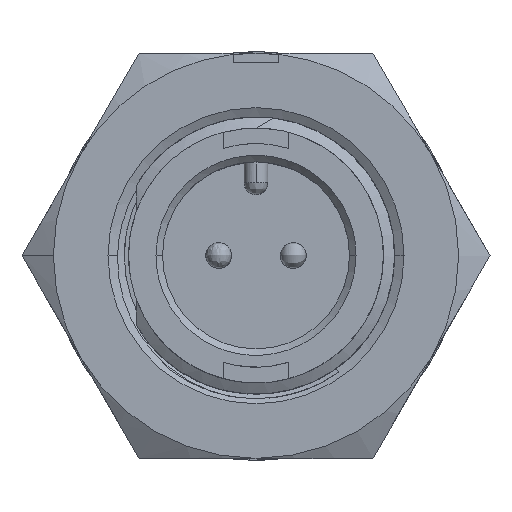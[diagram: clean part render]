
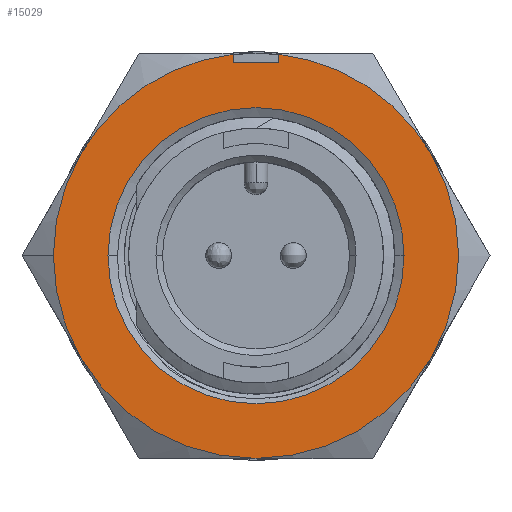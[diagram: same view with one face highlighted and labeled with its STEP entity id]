
A CAD part, top view. The second image highlights one B-rep face of the part: STEP entity #15029.
In plain terms, the highlighted planar face has unit normal (0, 0, 1).
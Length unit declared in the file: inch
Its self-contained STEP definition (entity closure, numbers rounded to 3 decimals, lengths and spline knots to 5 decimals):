
#798 = DIRECTION ( 'NONE',  ( -1., 0., 0. ) ) ;
#799 = DIRECTION ( 'NONE',  ( 0., 0., -1. ) ) ;
#800 = CARTESIAN_POINT ( 'NONE',  ( 0., -0.62, -0.31725 ) ) ;
#801 = PLANE ( 'NONE',  #13643 ) ;
#1718 = DIRECTION ( 'NONE',  ( 0., 0., -1. ) ) ;
#1722 = DIRECTION ( 'NONE',  ( -1., 0., 0. ) ) ;
#1723 = CARTESIAN_POINT ( 'NONE',  ( 0., 0., -0.31725 ) ) ;
#1821 = CARTESIAN_POINT ( 'NONE',  ( 0., -0.31, -0.31725 ) ) ;
#1825 = CARTESIAN_POINT ( 'NONE',  ( -0.035, 0.30802, -0.31725 ) ) ;
#1840 = CARTESIAN_POINT ( 'NONE',  ( 0.26847, -0.155, -0.31725 ) ) ;
#1843 = CARTESIAN_POINT ( 'NONE',  ( -0.2265, 0., -0.31725 ) ) ;
#1887 = CARTESIAN_POINT ( 'NONE',  ( 0.035, 0.295, -0.31725 ) ) ;
#1889 = CARTESIAN_POINT ( 'NONE',  ( -0.035, 0.295, -0.31725 ) ) ;
#1900 = CARTESIAN_POINT ( 'NONE',  ( 0.035, 0.30802, -0.31725 ) ) ;
#1914 = CARTESIAN_POINT ( 'NONE',  ( -0.26847, 0.155, -0.31725 ) ) ;
#1916 = CARTESIAN_POINT ( 'NONE',  ( -0.31, 0., -0.31725 ) ) ;
#1920 = CARTESIAN_POINT ( 'NONE',  ( 0.26847, 0.155, -0.31725 ) ) ;
#1929 = CARTESIAN_POINT ( 'NONE',  ( -0.26847, -0.155, -0.31725 ) ) ;
#1937 = CARTESIAN_POINT ( 'NONE',  ( 0.2265, 0., -0.31725 ) ) ;
#3157 = ORIENTED_EDGE ( 'NONE', *, *, #15146, .T. ) ;
#3186 = ORIENTED_EDGE ( 'NONE', *, *, #15154, .T. ) ;
#3189 = ORIENTED_EDGE ( 'NONE', *, *, #15152, .T. ) ;
#3195 = ORIENTED_EDGE ( 'NONE', *, *, #15138, .F. ) ;
#3197 = ORIENTED_EDGE ( 'NONE', *, *, #15132, .F. ) ;
#3201 = ORIENTED_EDGE ( 'NONE', *, *, #15151, .F. ) ;
#3206 = ORIENTED_EDGE ( 'NONE', *, *, #15149, .F. ) ;
#3235 = ORIENTED_EDGE ( 'NONE', *, *, #15148, .F. ) ;
#3238 = ORIENTED_EDGE ( 'NONE', *, *, #15147, .F. ) ;
#3240 = ORIENTED_EDGE ( 'NONE', *, *, #15144, .F. ) ;
#3241 = ORIENTED_EDGE ( 'NONE', *, *, #15150, .F. ) ;
#3245 = ORIENTED_EDGE ( 'NONE', *, *, #15016, .F. ) ;
#3581 = EDGE_LOOP ( 'NONE', ( #3197, #3195 ) ) ;
#3582 = EDGE_LOOP ( 'NONE', ( #3157, #3240, #3238, #3245, #3235, #3206, #3241, #3201, #3189, #3186 ) ) ;
#3634 = FACE_OUTER_BOUND ( 'NONE', #3582, .T. ) ;
#3635 = FACE_BOUND ( 'NONE', #3581, .T. ) ;
#3730 = LINE ( 'NONE', #14058, #13552 ) ;
#3731 = LINE ( 'NONE', #14041, #13622 ) ;
#3733 = LINE ( 'NONE', #14037, #13612 ) ;
#9362 = VERTEX_POINT ( 'NONE', #1821 ) ;
#9366 = VERTEX_POINT ( 'NONE', #1825 ) ;
#9413 = VERTEX_POINT ( 'NONE', #1840 ) ;
#9417 = VERTEX_POINT ( 'NONE', #1843 ) ;
#9428 = VERTEX_POINT ( 'NONE', #1887 ) ;
#9430 = VERTEX_POINT ( 'NONE', #1889 ) ;
#9443 = VERTEX_POINT ( 'NONE', #1900 ) ;
#9468 = VERTEX_POINT ( 'NONE', #1914 ) ;
#9470 = VERTEX_POINT ( 'NONE', #1916 ) ;
#9489 = VERTEX_POINT ( 'NONE', #1920 ) ;
#9591 = VERTEX_POINT ( 'NONE', #1929 ) ;
#9680 = VERTEX_POINT ( 'NONE', #1937 ) ;
#13552 = VECTOR ( 'NONE', #14057, 39.37008 ) ;
#13553 = CIRCLE ( 'NONE', #13628, 0.31 ) ;
#13604 = CIRCLE ( 'NONE', #13630, 0.31 ) ;
#13605 = CIRCLE ( 'NONE', #13611, 0.31 ) ;
#13607 = AXIS2_PLACEMENT_3D ( 'NONE', #14047, #14046, #14045 ) ;
#13609 = CIRCLE ( 'NONE', #13620, 0.31 ) ;
#13611 = AXIS2_PLACEMENT_3D ( 'NONE', #14050, #14049, #14048 ) ;
#13612 = VECTOR ( 'NONE', #14036, 39.37008 ) ;
#13616 = CIRCLE ( 'NONE', #13607, 0.31 ) ;
#13620 = AXIS2_PLACEMENT_3D ( 'NONE', #14044, #14043, #14042 ) ;
#13622 = VECTOR ( 'NONE', #14040, 39.37008 ) ;
#13624 = AXIS2_PLACEMENT_3D ( 'NONE', #14053, #14052, #14051 ) ;
#13626 = CIRCLE ( 'NONE', #13624, 0.31 ) ;
#13628 = AXIS2_PLACEMENT_3D ( 'NONE', #14065, #14064, #14063 ) ;
#13629 = CIRCLE ( 'NONE', #13631, 0.31 ) ;
#13630 = AXIS2_PLACEMENT_3D ( 'NONE', #14056, #14055, #14054 ) ;
#13631 = AXIS2_PLACEMENT_3D ( 'NONE', #1723, #1718, #1722 ) ;
#13643 = AXIS2_PLACEMENT_3D ( 'NONE', #800, #799, #798 ) ;
#13654 = AXIS2_PLACEMENT_3D ( 'NONE', #14112, #14111, #14110 ) ;
#13663 = CIRCLE ( 'NONE', #13654, 0.2265 ) ;
#13670 = AXIS2_PLACEMENT_3D ( 'NONE', #14127, #14126, #14125 ) ;
#13674 = CIRCLE ( 'NONE', #13670, 0.2265 ) ;
#14036 = DIRECTION ( 'NONE',  ( -1., 0., 0. ) ) ;
#14037 = CARTESIAN_POINT ( 'NONE',  ( -0.035, 0.295, -0.31725 ) ) ;
#14040 = DIRECTION ( 'NONE',  ( 0., -1., 0. ) ) ;
#14041 = CARTESIAN_POINT ( 'NONE',  ( 0.035, 0.35188, -0.31725 ) ) ;
#14042 = DIRECTION ( 'NONE',  ( -1., 0., 0. ) ) ;
#14043 = DIRECTION ( 'NONE',  ( 0., 0., -1. ) ) ;
#14044 = CARTESIAN_POINT ( 'NONE',  ( 0., 0., -0.31725 ) ) ;
#14045 = DIRECTION ( 'NONE',  ( -1., 0., 0. ) ) ;
#14046 = DIRECTION ( 'NONE',  ( 0., 0., -1. ) ) ;
#14047 = CARTESIAN_POINT ( 'NONE',  ( 0., 0., -0.31725 ) ) ;
#14048 = DIRECTION ( 'NONE',  ( -1., 0., 0. ) ) ;
#14049 = DIRECTION ( 'NONE',  ( 0., 0., -1. ) ) ;
#14050 = CARTESIAN_POINT ( 'NONE',  ( 0., 0., -0.31725 ) ) ;
#14051 = DIRECTION ( 'NONE',  ( -1., 0., 0. ) ) ;
#14052 = DIRECTION ( 'NONE',  ( 0., 0., -1. ) ) ;
#14053 = CARTESIAN_POINT ( 'NONE',  ( 0., 0., -0.31725 ) ) ;
#14054 = DIRECTION ( 'NONE',  ( -1., 0., 0. ) ) ;
#14055 = DIRECTION ( 'NONE',  ( 0., 0., -1. ) ) ;
#14056 = CARTESIAN_POINT ( 'NONE',  ( 0., 0., -0.31725 ) ) ;
#14057 = DIRECTION ( 'NONE',  ( 0., 1., 0. ) ) ;
#14058 = CARTESIAN_POINT ( 'NONE',  ( -0.035, 0.35188, -0.31725 ) ) ;
#14063 = DIRECTION ( 'NONE',  ( -1., 0., 0. ) ) ;
#14064 = DIRECTION ( 'NONE',  ( 0., 0., -1. ) ) ;
#14065 = CARTESIAN_POINT ( 'NONE',  ( 0., 0., -0.31725 ) ) ;
#14110 = DIRECTION ( 'NONE',  ( 1., 0., 0. ) ) ;
#14111 = DIRECTION ( 'NONE',  ( 0., 0., 1. ) ) ;
#14112 = CARTESIAN_POINT ( 'NONE',  ( 0., 0., -0.31725 ) ) ;
#14125 = DIRECTION ( 'NONE',  ( 1., 0., 0. ) ) ;
#14126 = DIRECTION ( 'NONE',  ( 0., 0., 1. ) ) ;
#14127 = CARTESIAN_POINT ( 'NONE',  ( 0., 0., -0.31725 ) ) ;
#15016 = EDGE_CURVE ( 'NONE', #9591, #9470, #13629, .T. ) ;
#15029 = ADVANCED_FACE ( 'NONE', ( #3634, #3635 ), #801, .F. ) ;
#15132 = EDGE_CURVE ( 'NONE', #9417, #9680, #13674, .T. ) ;
#15138 = EDGE_CURVE ( 'NONE', #9680, #9417, #13663, .T. ) ;
#15144 = EDGE_CURVE ( 'NONE', #9468, #9366, #13553, .T. ) ;
#15146 = EDGE_CURVE ( 'NONE', #9430, #9366, #3730, .T. ) ;
#15147 = EDGE_CURVE ( 'NONE', #9470, #9468, #13604, .T. ) ;
#15148 = EDGE_CURVE ( 'NONE', #9362, #9591, #13626, .T. ) ;
#15149 = EDGE_CURVE ( 'NONE', #9413, #9362, #13605, .T. ) ;
#15150 = EDGE_CURVE ( 'NONE', #9489, #9413, #13616, .T. ) ;
#15151 = EDGE_CURVE ( 'NONE', #9443, #9489, #13609, .T. ) ;
#15152 = EDGE_CURVE ( 'NONE', #9443, #9428, #3731, .T. ) ;
#15154 = EDGE_CURVE ( 'NONE', #9428, #9430, #3733, .T. ) ;
